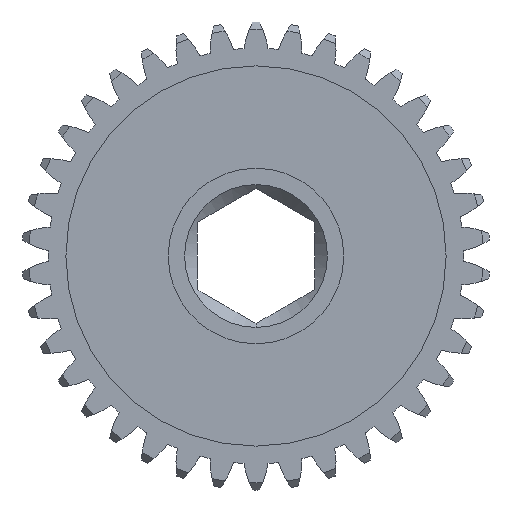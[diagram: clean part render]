
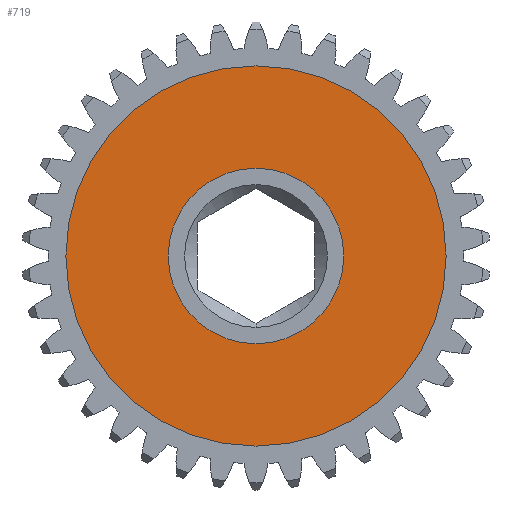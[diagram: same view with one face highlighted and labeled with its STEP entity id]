
A CAD part, left-side view. The second image highlights one B-rep face of the part: STEP entity #719.
In plain terms, the highlighted planar face has unit normal (-1, 0, 0).
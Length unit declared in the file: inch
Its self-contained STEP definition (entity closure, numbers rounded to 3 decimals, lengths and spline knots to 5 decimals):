
#497 = ORIENTED_EDGE ( 'NONE', *, *, #1501, .T. ) ;
#538 = CIRCLE ( 'NONE', #7291, 0.375 ) ;
#553 = DIRECTION ( 'NONE',  ( 1., 0., 0. ) ) ;
#719 = ADVANCED_FACE ( 'NONE', ( #1262, #5401 ), #3411, .F. ) ;
#815 = CIRCLE ( 'NONE', #5508, 0.8125 ) ;
#945 = VERTEX_POINT ( 'NONE', #1795 ) ;
#1030 = ORIENTED_EDGE ( 'NONE', *, *, #5769, .F. ) ;
#1262 = FACE_OUTER_BOUND ( 'NONE', #3236, .T. ) ;
#1306 = DIRECTION ( 'NONE',  ( 1., 0., 0. ) ) ;
#1501 = EDGE_CURVE ( 'NONE', #7035, #6212, #4057, .T. ) ;
#1530 = CIRCLE ( 'NONE', #3446, 0.8125 ) ;
#1708 = AXIS2_PLACEMENT_3D ( 'NONE', #7672, #553, #8361 ) ;
#1795 = CARTESIAN_POINT ( 'NONE',  ( 0.1375, 0., -0.8125 ) ) ;
#2210 = DIRECTION ( 'NONE',  ( 0., 0., -1. ) ) ;
#3236 = EDGE_LOOP ( 'NONE', ( #4624, #1030 ) ) ;
#3281 = DIRECTION ( 'NONE',  ( 0., 0., -1. ) ) ;
#3411 = PLANE ( 'NONE',  #8016 ) ;
#3446 = AXIS2_PLACEMENT_3D ( 'NONE', #5308, #6848, #3281 ) ;
#3467 = DIRECTION ( 'NONE',  ( 1., 0., 0. ) ) ;
#3555 = EDGE_LOOP ( 'NONE', ( #4758, #497 ) ) ;
#3835 = EDGE_CURVE ( 'NONE', #5196, #945, #1530, .T. ) ;
#4005 = CARTESIAN_POINT ( 'NONE',  ( 0.1375, 0., 0. ) ) ;
#4057 = CIRCLE ( 'NONE', #1708, 0.375 ) ;
#4153 = CARTESIAN_POINT ( 'NONE',  ( 0.1375, 0., 0.8125 ) ) ;
#4197 = CARTESIAN_POINT ( 'NONE',  ( 0.1375, 0., 0. ) ) ;
#4624 = ORIENTED_EDGE ( 'NONE', *, *, #3835, .F. ) ;
#4758 = ORIENTED_EDGE ( 'NONE', *, *, #6602, .T. ) ;
#5108 = CARTESIAN_POINT ( 'NONE',  ( 0.1375, 0., 0. ) ) ;
#5196 = VERTEX_POINT ( 'NONE', #4153 ) ;
#5308 = CARTESIAN_POINT ( 'NONE',  ( 0.1375, 0., 0. ) ) ;
#5401 = FACE_BOUND ( 'NONE', #3555, .T. ) ;
#5508 = AXIS2_PLACEMENT_3D ( 'NONE', #4197, #3467, #7029 ) ;
#5769 = EDGE_CURVE ( 'NONE', #945, #5196, #815, .T. ) ;
#5912 = CARTESIAN_POINT ( 'NONE',  ( 0.1375, 0., -0.375 ) ) ;
#6212 = VERTEX_POINT ( 'NONE', #5912 ) ;
#6602 = EDGE_CURVE ( 'NONE', #6212, #7035, #538, .T. ) ;
#6848 = DIRECTION ( 'NONE',  ( 1., 0., 0. ) ) ;
#7029 = DIRECTION ( 'NONE',  ( 0., 0., -1. ) ) ;
#7035 = VERTEX_POINT ( 'NONE', #8541 ) ;
#7291 = AXIS2_PLACEMENT_3D ( 'NONE', #5108, #7932, #2210 ) ;
#7672 = CARTESIAN_POINT ( 'NONE',  ( 0.1375, 0., 0. ) ) ;
#7932 = DIRECTION ( 'NONE',  ( 1., 0., 0. ) ) ;
#8016 = AXIS2_PLACEMENT_3D ( 'NONE', #4005, #1306, #8168 ) ;
#8168 = DIRECTION ( 'NONE',  ( 0., 0., -1. ) ) ;
#8361 = DIRECTION ( 'NONE',  ( 0., 0., -1. ) ) ;
#8541 = CARTESIAN_POINT ( 'NONE',  ( 0.1375, 0., 0.375 ) ) ;
